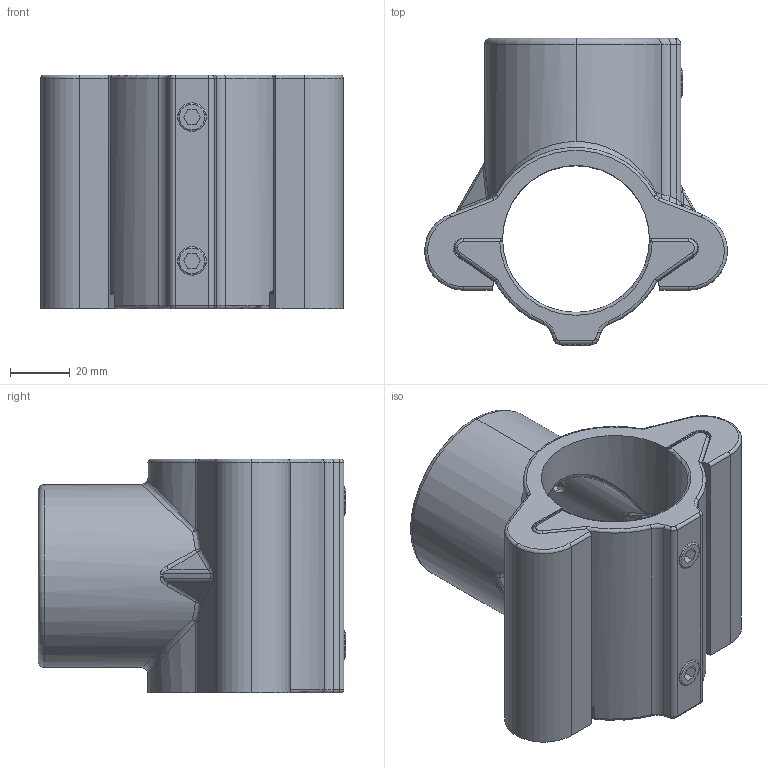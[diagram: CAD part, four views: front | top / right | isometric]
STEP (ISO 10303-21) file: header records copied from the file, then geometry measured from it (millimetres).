
FILE_DESCRIPTION (( 'STEP AP203' ), '1' );
FILE_NAME ('T194002.STEP', '2018-07-04T15:49:39', ( '' ), ( '' ), 'SwSTEP 2.0', 'SolidWorks 2016', '' );
FILE_SCHEMA (( 'CONFIG_CONTROL_DESIGN' ));
Length unit declared in the file: millimetre
Products named in the file (4): T194002B; T194120; T194002; T194002A
Assembly tree (5 placements, depth 2):
  T194002
    T194002A
    T194002B
    T194120  x3
Bounding box: 101 x 102.6 x 78 mm (x, y, z)
Volume: 199101.2 mm3; surface area: 62077 mm2
Topology: 5 solids, 5 shells, 322 faces, 758 edges, 436 vertices
Faces by surface type: cylinder 119, plane 70, bspline 66, torus 41, sphere 14, cone 12
Entity records: 10631 total; most frequent: CARTESIAN_POINT 4023, ORIENTED_EDGE 1360, DIRECTION 1260, EDGE_CURVE 680, AXIS2_PLACEMENT_3D 513, VERTEX_POINT 394, EDGE_LOOP 300, FACE_OUTER_BOUND 292
